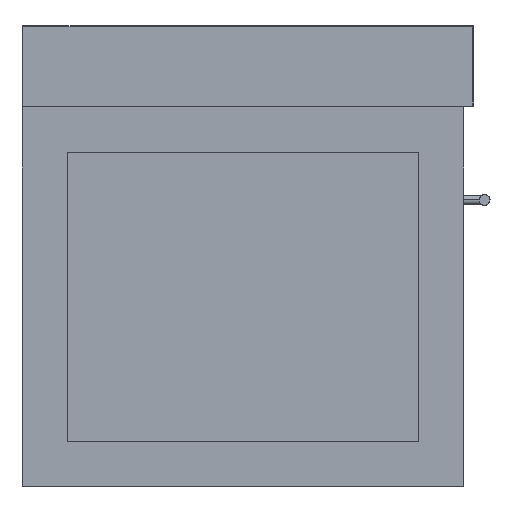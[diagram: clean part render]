
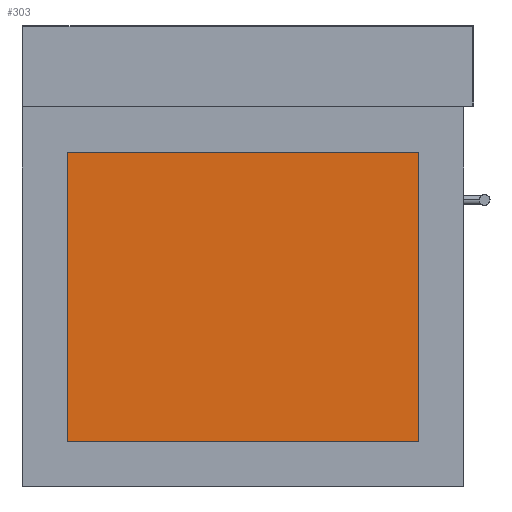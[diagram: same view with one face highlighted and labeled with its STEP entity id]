
A CAD part, left-side view. The second image highlights one B-rep face of the part: STEP entity #303.
In plain terms, the highlighted planar face has unit normal (-1, 0, 0).
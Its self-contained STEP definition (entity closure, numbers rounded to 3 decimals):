
#303=ADVANCED_FACE('',(#429),#1874,.T.);
#429=FACE_OUTER_BOUND('',#559,.T.);
#559=EDGE_LOOP('',(#869,#870,#871,#872));
#869=ORIENTED_EDGE('',*,*,#1272,.T.);
#870=ORIENTED_EDGE('',*,*,#1278,.T.);
#871=ORIENTED_EDGE('',*,*,#1276,.T.);
#872=ORIENTED_EDGE('',*,*,#1274,.T.);
#1272=EDGE_CURVE('',#1730,#1729,#1535,.T.);
#1274=EDGE_CURVE('',#1731,#1730,#1537,.T.);
#1276=EDGE_CURVE('',#1732,#1731,#1539,.T.);
#1278=EDGE_CURVE('',#1729,#1732,#1541,.T.);
#1535=B_SPLINE_CURVE_WITH_KNOTS('',1,(#2769,#2770),.UNSPECIFIED.,.F.,.F.,
(2,2),(-320.,0.),.UNSPECIFIED.);
#1537=B_SPLINE_CURVE_WITH_KNOTS('',1,(#2773,#2774),.UNSPECIFIED.,.F.,.F.,
(2,2),(-389.,0.),.UNSPECIFIED.);
#1539=B_SPLINE_CURVE_WITH_KNOTS('',1,(#2777,#2778),.UNSPECIFIED.,.F.,.F.,
(2,2),(-320.,0.),.UNSPECIFIED.);
#1541=B_SPLINE_CURVE_WITH_KNOTS('',1,(#2781,#2782),.UNSPECIFIED.,.F.,.F.,
(2,2),(-389.,0.),.UNSPECIFIED.);
#1729=VERTEX_POINT('',#2731);
#1730=VERTEX_POINT('',#2732);
#1731=VERTEX_POINT('',#2733);
#1732=VERTEX_POINT('',#2734);
#1874=PLANE('',#2161);
#2161=AXIS2_PLACEMENT_3D('',#2718,#2306,$);
#2306=DIRECTION('',(-1.,0.,0.));
#2718=CARTESIAN_POINT('',(-891.,-192.,11.1));
#2731=CARTESIAN_POINT('',(-891.,-160.,50.));
#2732=CARTESIAN_POINT('',(-891.,160.,50.));
#2733=CARTESIAN_POINT('',(-891.,160.,439.));
#2734=CARTESIAN_POINT('',(-891.,-160.,439.));
#2769=CARTESIAN_POINT('',(-891.,160.,50.));
#2770=CARTESIAN_POINT('',(-891.,-160.,50.));
#2773=CARTESIAN_POINT('',(-891.,160.,439.));
#2774=CARTESIAN_POINT('',(-891.,160.,50.));
#2777=CARTESIAN_POINT('',(-891.,-160.,439.));
#2778=CARTESIAN_POINT('',(-891.,160.,439.));
#2781=CARTESIAN_POINT('',(-891.,-160.,50.));
#2782=CARTESIAN_POINT('',(-891.,-160.,439.));
